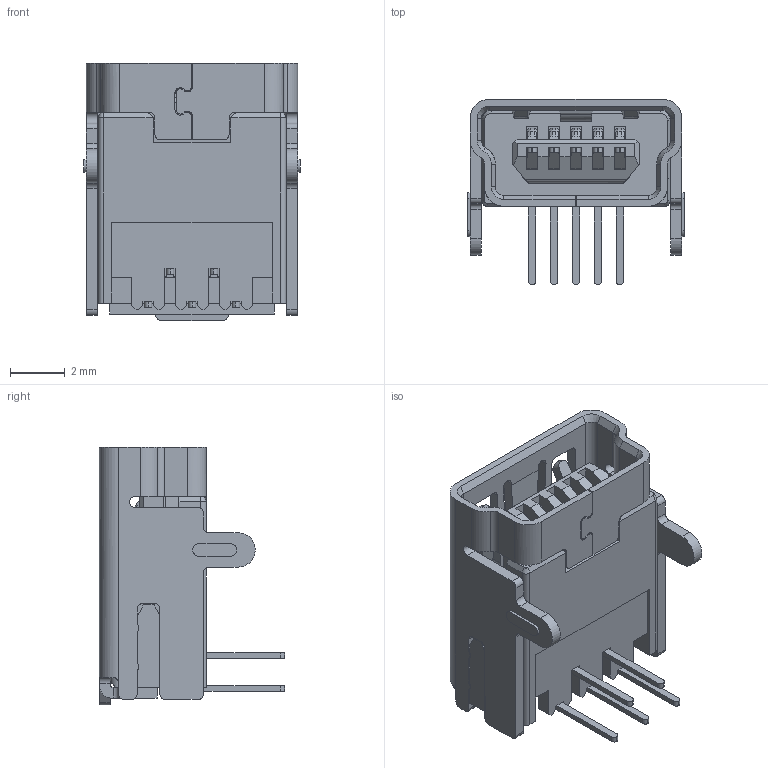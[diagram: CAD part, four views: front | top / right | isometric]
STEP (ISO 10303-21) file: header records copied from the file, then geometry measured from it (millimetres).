
FILE_DESCRIPTION((''),'2;1');
FILE_NAME('GMSB0522132EU','2019-09-18T',('KumarP'),('AFCI'),'CREO PARAMETRIC BY PTC INC, 2016130','CREO PARAMETRIC BY PTC INC, 2016130','');
FILE_SCHEMA(('CONFIG_CONTROL_DESIGN'));
Length unit declared in the file: millimetre
Products named in the file (1): GMSB0522132EU
Bounding box: 7.9 x 6.75 x 9.4 mm (x, y, z)
Volume: 136.4 mm3; surface area: 729.4 mm2
Topology: 1 solids, 1 shells, 906 faces, 2695 edges, 1736 vertices
Faces by surface type: plane 651, cylinder 233, cone 22
Entity records: 30310 total; most frequent: CARTESIAN_POINT 5684, ORIENTED_EDGE 5390, DIRECTION 4893, EDGE_CURVE 2695, VECTOR 2149, LINE 2149, VERTEX_POINT 1736, AXIS2_PLACEMENT_3D 1372
